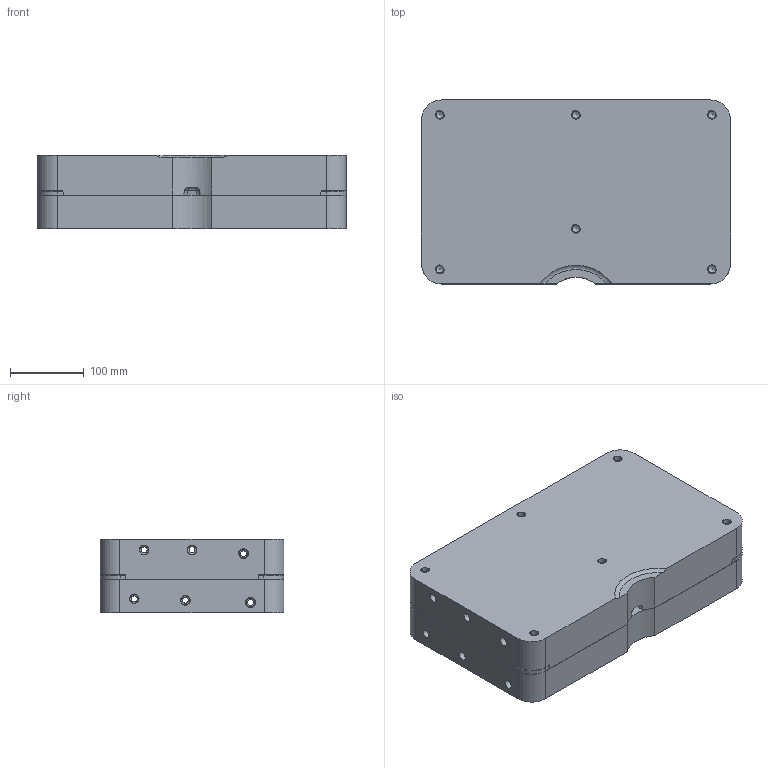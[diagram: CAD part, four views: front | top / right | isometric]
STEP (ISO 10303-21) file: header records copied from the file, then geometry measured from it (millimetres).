
FILE_DESCRIPTION(/* description */ (''),/* implementation_level */ '2;1');
FILE_NAME(/* name */ 'LF-面环-DL-ND60aA12FR1_P_21A-mould-gai.stp',/* time_stamp */ '2019-04-24T23:43:49+08:00',/* author */ (''),/* organization */ (''),/* preprocessor_version */ 'ST-DEVELOPER v16',/* originating_system */ 'SIEMENS PLM Software NX 11.0',/* authorisation */ '');
FILE_SCHEMA (('AUTOMOTIVE_DESIGN { 1 0 10303 214 3 1 1 1 }'));
Products named in the file (1): Admi1B980D4Dg80q
Bounding box: 420 x 250 x 100.5 mm (x, y, z)
Volume: 10005773 mm3; surface area: 825521.4 mm2
Topology: 4 solids, 4 shells, 1635 faces, 4596 edges, 2890 vertices
Faces by surface type: plane 590, cylinder 397, bspline 222, cone 209, torus 167, sphere 50
Full cylindrical faces by diameter (mm): 2.6 x14, 6 x42, 6.8 x4, 7 x18, 8 x10, 9 x4, 10.2 x12, 12 x24, 14 x4, 83.415 x2, 92.661 x2, 125.012 x4
Entity records: 61224 total; most frequent: CARTESIAN_POINT 22326, ORIENTED_EDGE 8242, DIRECTION 7467, EDGE_CURVE 4121, AXIS2_PLACEMENT_3D 3010, VERTEX_POINT 2762, EDGE_LOOP 2117, ADVANCED_FACE 1634
